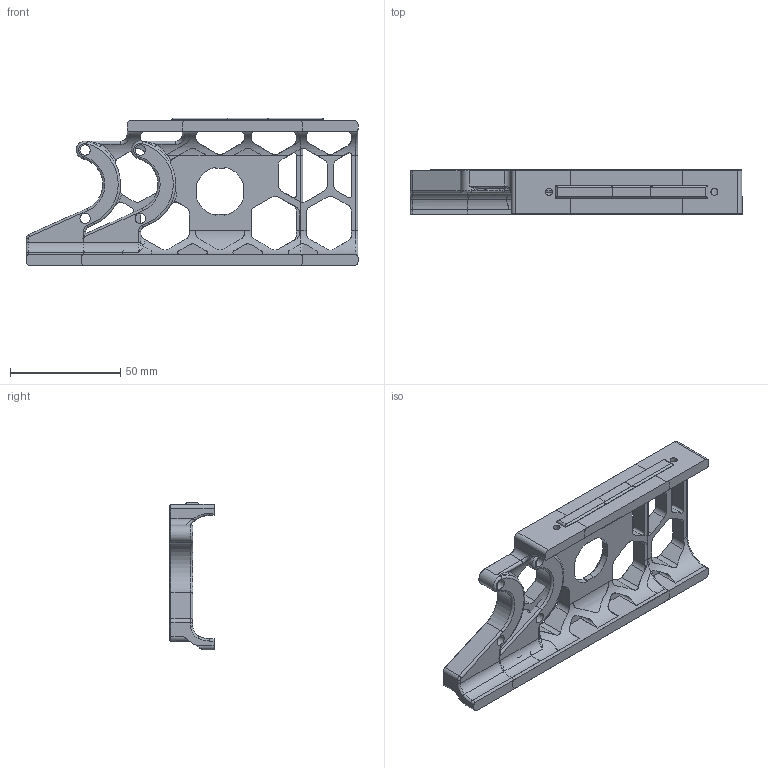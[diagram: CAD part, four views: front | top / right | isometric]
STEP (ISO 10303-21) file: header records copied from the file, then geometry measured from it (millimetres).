
FILE_DESCRIPTION(/* description */ (''),/* implementation_level */ '2;1');
FILE_NAME(/* name */ 'Not-Aus Skirts v2.step',/* time_stamp */ '2022-11-26T14:14:04+01:00',/* author */ (''),/* organization */ (''),/* preprocessor_version */ 'ST-DEVELOPER v19.2',/* originating_system */ 'Autodesk Translation Framework v11.17.0.187',/* authorisation */ '');
FILE_SCHEMA (('AUTOMOTIVE_DESIGN { 1 0 10303 214 3 1 1 }'));
Length unit declared in the file: millimetre
Products named in the file (1): Not-Aus Skirts
Bounding box: 150.5 x 20 x 67 mm (x, y, z)
Volume: 118885.7 mm3; surface area: 63647.1 mm2
Topology: 3 solids, 3 shells, 642 faces, 1838 edges, 1187 vertices
Faces by surface type: cylinder 282, plane 282, torus 33, cone 24, bspline 21
Full cylindrical faces by diameter (mm): 3.2 x6, 4.7 x9, 6 x6, 32 x3
Entity records: 22876 total; most frequent: CARTESIAN_POINT 5795, ORIENTED_EDGE 3664, DIRECTION 3543, EDGE_CURVE 1832, AXIS2_PLACEMENT_3D 1273, VERTEX_POINT 1187, LINE 997, VECTOR 997
